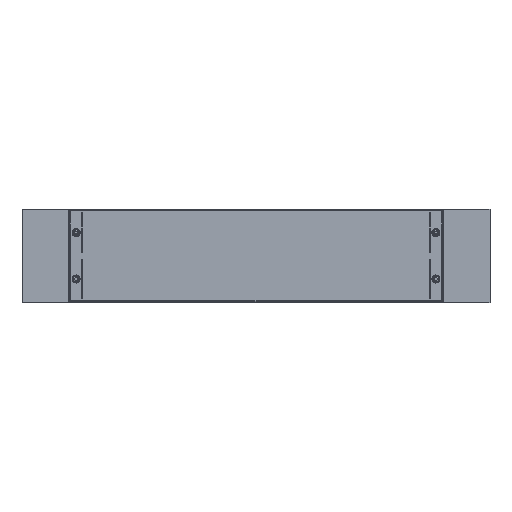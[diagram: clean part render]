
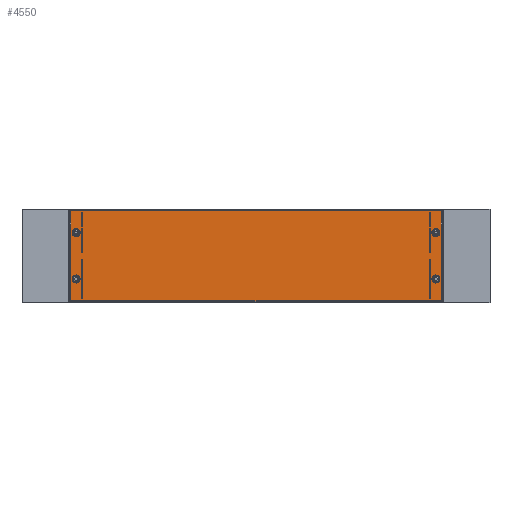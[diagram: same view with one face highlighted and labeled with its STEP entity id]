
A CAD part, top view. The second image highlights one B-rep face of the part: STEP entity #4550.
In plain terms, the highlighted planar face has unit normal (0, 0, 1).
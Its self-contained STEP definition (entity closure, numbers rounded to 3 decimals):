
#160 = CIRCLE ( 'NONE', #6515, 7.509 ) ;
#225 = DIRECTION ( 'NONE',  ( -1., 0., 0. ) ) ;
#325 = CARTESIAN_POINT ( 'NONE',  ( -376.991, -49.5, 0.75 ) ) ;
#462 = CARTESIAN_POINT ( 'NONE',  ( 376.991, 49.5, 0.75 ) ) ;
#489 = ORIENTED_EDGE ( 'NONE', *, *, #1250, .T. ) ;
#505 = FACE_BOUND ( 'NONE', #5770, .T. ) ;
#543 = VERTEX_POINT ( 'NONE', #713 ) ;
#555 = ORIENTED_EDGE ( 'NONE', *, *, #862, .T. ) ;
#629 = EDGE_CURVE ( 'NONE', #4242, #3383, #3426, .T. ) ;
#643 = ORIENTED_EDGE ( 'NONE', *, *, #6477, .T. ) ;
#687 = ORIENTED_EDGE ( 'NONE', *, *, #2579, .T. ) ;
#713 = CARTESIAN_POINT ( 'NONE',  ( -396., 96., 0.75 ) ) ;
#716 = CARTESIAN_POINT ( 'NONE',  ( 384.5, 49.5, 0.75 ) ) ;
#720 = ORIENTED_EDGE ( 'NONE', *, *, #2596, .T. ) ;
#795 = AXIS2_PLACEMENT_3D ( 'NONE', #6759, #3714, #225 ) ;
#820 = ORIENTED_EDGE ( 'NONE', *, *, #2209, .T. ) ;
#826 = ORIENTED_EDGE ( 'NONE', *, *, #2785, .T. ) ;
#831 = AXIS2_PLACEMENT_3D ( 'NONE', #1342, #5248, #1938 ) ;
#862 = EDGE_CURVE ( 'NONE', #543, #4086, #2600, .T. ) ;
#863 = EDGE_LOOP ( 'NONE', ( #919, #1044 ) ) ;
#904 = ORIENTED_EDGE ( 'NONE', *, *, #629, .T. ) ;
#908 = LINE ( 'NONE', #4953, #3813 ) ;
#919 = ORIENTED_EDGE ( 'NONE', *, *, #3005, .T. ) ;
#1044 = ORIENTED_EDGE ( 'NONE', *, *, #6608, .T. ) ;
#1047 = CARTESIAN_POINT ( 'NONE',  ( -396., -96., 0.75 ) ) ;
#1055 = CIRCLE ( 'NONE', #1685, 7.509 ) ;
#1104 = ORIENTED_EDGE ( 'NONE', *, *, #3137, .T. ) ;
#1136 = ORIENTED_EDGE ( 'NONE', *, *, #5923, .T. ) ;
#1225 = CARTESIAN_POINT ( 'NONE',  ( 396., -96., 0.75 ) ) ;
#1235 = CARTESIAN_POINT ( 'NONE',  ( -384.5, 49.5, 0.75 ) ) ;
#1250 = EDGE_CURVE ( 'NONE', #3126, #543, #1524, .T. ) ;
#1257 = DIRECTION ( 'NONE',  ( 0., 0., -1. ) ) ;
#1300 = DIRECTION ( 'NONE',  ( -1., 0., 0. ) ) ;
#1332 = CIRCLE ( 'NONE', #831, 7.509 ) ;
#1342 = CARTESIAN_POINT ( 'NONE',  ( -384.5, 49.5, 0.75 ) ) ;
#1350 = CARTESIAN_POINT ( 'NONE',  ( -376.991, 49.5, 0.75 ) ) ;
#1399 = VECTOR ( 'NONE', #6836, 1000. ) ;
#1407 = AXIS2_PLACEMENT_3D ( 'NONE', #1996, #5778, #2583 ) ;
#1492 = CARTESIAN_POINT ( 'NONE',  ( 0., 96., 0.75 ) ) ;
#1524 = LINE ( 'NONE', #1492, #1399 ) ;
#1548 = EDGE_LOOP ( 'NONE', ( #720, #820 ) ) ;
#1598 = EDGE_LOOP ( 'NONE', ( #489, #555, #643, #687 ) ) ;
#1685 = AXIS2_PLACEMENT_3D ( 'NONE', #716, #4676, #1300 ) ;
#1725 = DIRECTION ( 'NONE',  ( 0., 0., -1. ) ) ;
#1820 = AXIS2_PLACEMENT_3D ( 'NONE', #5048, #1725, #5564 ) ;
#1823 = DIRECTION ( 'NONE',  ( -1., 0., 0. ) ) ;
#1912 = VERTEX_POINT ( 'NONE', #462 ) ;
#1938 = DIRECTION ( 'NONE',  ( -1., 0., 0. ) ) ;
#1985 = AXIS2_PLACEMENT_3D ( 'NONE', #2071, #5364, #2096 ) ;
#1996 = CARTESIAN_POINT ( 'NONE',  ( -384.5, -49.5, 0.75 ) ) ;
#2062 = FACE_BOUND ( 'NONE', #1548, .T. ) ;
#2071 = CARTESIAN_POINT ( 'NONE',  ( 0., 0., 0.75 ) ) ;
#2096 = DIRECTION ( 'NONE',  ( -1., 0., 0. ) ) ;
#2209 = EDGE_CURVE ( 'NONE', #5684, #3204, #1332, .T. ) ;
#2579 = EDGE_CURVE ( 'NONE', #6717, #3126, #5325, .T. ) ;
#2583 = DIRECTION ( 'NONE',  ( -1., 0., 0. ) ) ;
#2593 = CIRCLE ( 'NONE', #3273, 7.509 ) ;
#2596 = EDGE_CURVE ( 'NONE', #3204, #5684, #2593, .T. ) ;
#2600 = LINE ( 'NONE', #3378, #2606 ) ;
#2606 = VECTOR ( 'NONE', #6483, 1000. ) ;
#2785 = EDGE_CURVE ( 'NONE', #3383, #4242, #3748, .T. ) ;
#2898 = DIRECTION ( 'NONE',  ( 0., 0., -1. ) ) ;
#2921 = AXIS2_PLACEMENT_3D ( 'NONE', #4635, #1257, #5169 ) ;
#2989 = CARTESIAN_POINT ( 'NONE',  ( 396., 0., 0.75 ) ) ;
#3005 = EDGE_CURVE ( 'NONE', #4973, #5994, #6643, .T. ) ;
#3126 = VERTEX_POINT ( 'NONE', #6666 ) ;
#3137 = EDGE_CURVE ( 'NONE', #4083, #1912, #1055, .T. ) ;
#3204 = VERTEX_POINT ( 'NONE', #1350 ) ;
#3273 = AXIS2_PLACEMENT_3D ( 'NONE', #1235, #5145, #1823 ) ;
#3378 = CARTESIAN_POINT ( 'NONE',  ( -396., 0., 0.75 ) ) ;
#3383 = VERTEX_POINT ( 'NONE', #325 ) ;
#3426 = CIRCLE ( 'NONE', #1407, 7.509 ) ;
#3589 = FACE_BOUND ( 'NONE', #863, .T. ) ;
#3714 = DIRECTION ( 'NONE',  ( 0., 0., -1. ) ) ;
#3748 = CIRCLE ( 'NONE', #795, 7.509 ) ;
#3784 = CARTESIAN_POINT ( 'NONE',  ( 392.009, -49.5, 0.75 ) ) ;
#3796 = PLANE ( 'NONE',  #1985 ) ;
#3813 = VECTOR ( 'NONE', #6452, 1000. ) ;
#4003 = CIRCLE ( 'NONE', #2921, 7.509 ) ;
#4083 = VERTEX_POINT ( 'NONE', #4959 ) ;
#4086 = VERTEX_POINT ( 'NONE', #1047 ) ;
#4242 = VERTEX_POINT ( 'NONE', #6113 ) ;
#4550 = ADVANCED_FACE ( 'NONE', ( #5157, #2062, #4993, #3589, #505 ), #3796, .F. ) ;
#4635 = CARTESIAN_POINT ( 'NONE',  ( 384.5, 49.5, 0.75 ) ) ;
#4676 = DIRECTION ( 'NONE',  ( 0., 0., -1. ) ) ;
#4953 = CARTESIAN_POINT ( 'NONE',  ( 0., -96., 0.75 ) ) ;
#4959 = CARTESIAN_POINT ( 'NONE',  ( 392.009, 49.5, 0.75 ) ) ;
#4973 = VERTEX_POINT ( 'NONE', #3784 ) ;
#4993 = FACE_BOUND ( 'NONE', #6848, .T. ) ;
#5048 = CARTESIAN_POINT ( 'NONE',  ( 384.5, -49.5, 0.75 ) ) ;
#5145 = DIRECTION ( 'NONE',  ( 0., 0., -1. ) ) ;
#5157 = FACE_OUTER_BOUND ( 'NONE', #1598, .T. ) ;
#5169 = DIRECTION ( 'NONE',  ( -1., 0., 0. ) ) ;
#5248 = DIRECTION ( 'NONE',  ( 0., 0., -1. ) ) ;
#5321 = VECTOR ( 'NONE', #6634, 1000. ) ;
#5325 = LINE ( 'NONE', #2989, #5321 ) ;
#5364 = DIRECTION ( 'NONE',  ( 0., 0., -1. ) ) ;
#5564 = DIRECTION ( 'NONE',  ( -1., 0., 0. ) ) ;
#5659 = CARTESIAN_POINT ( 'NONE',  ( 376.991, -49.5, 0.75 ) ) ;
#5684 = VERTEX_POINT ( 'NONE', #6014 ) ;
#5770 = EDGE_LOOP ( 'NONE', ( #1104, #1136 ) ) ;
#5778 = DIRECTION ( 'NONE',  ( 0., 0., -1. ) ) ;
#5923 = EDGE_CURVE ( 'NONE', #1912, #4083, #4003, .T. ) ;
#5994 = VERTEX_POINT ( 'NONE', #5659 ) ;
#6014 = CARTESIAN_POINT ( 'NONE',  ( -392.009, 49.5, 0.75 ) ) ;
#6049 = CARTESIAN_POINT ( 'NONE',  ( 384.5, -49.5, 0.75 ) ) ;
#6113 = CARTESIAN_POINT ( 'NONE',  ( -392.009, -49.5, 0.75 ) ) ;
#6452 = DIRECTION ( 'NONE',  ( 1., 0., 0. ) ) ;
#6477 = EDGE_CURVE ( 'NONE', #4086, #6717, #908, .T. ) ;
#6483 = DIRECTION ( 'NONE',  ( 0., -1., 0. ) ) ;
#6515 = AXIS2_PLACEMENT_3D ( 'NONE', #6049, #2898, #6561 ) ;
#6561 = DIRECTION ( 'NONE',  ( -1., 0., 0. ) ) ;
#6608 = EDGE_CURVE ( 'NONE', #5994, #4973, #160, .T. ) ;
#6634 = DIRECTION ( 'NONE',  ( 0., 1., 0. ) ) ;
#6643 = CIRCLE ( 'NONE', #1820, 7.509 ) ;
#6666 = CARTESIAN_POINT ( 'NONE',  ( 396., 96., 0.75 ) ) ;
#6717 = VERTEX_POINT ( 'NONE', #1225 ) ;
#6759 = CARTESIAN_POINT ( 'NONE',  ( -384.5, -49.5, 0.75 ) ) ;
#6836 = DIRECTION ( 'NONE',  ( -1., 0., 0. ) ) ;
#6848 = EDGE_LOOP ( 'NONE', ( #826, #904 ) ) ;
